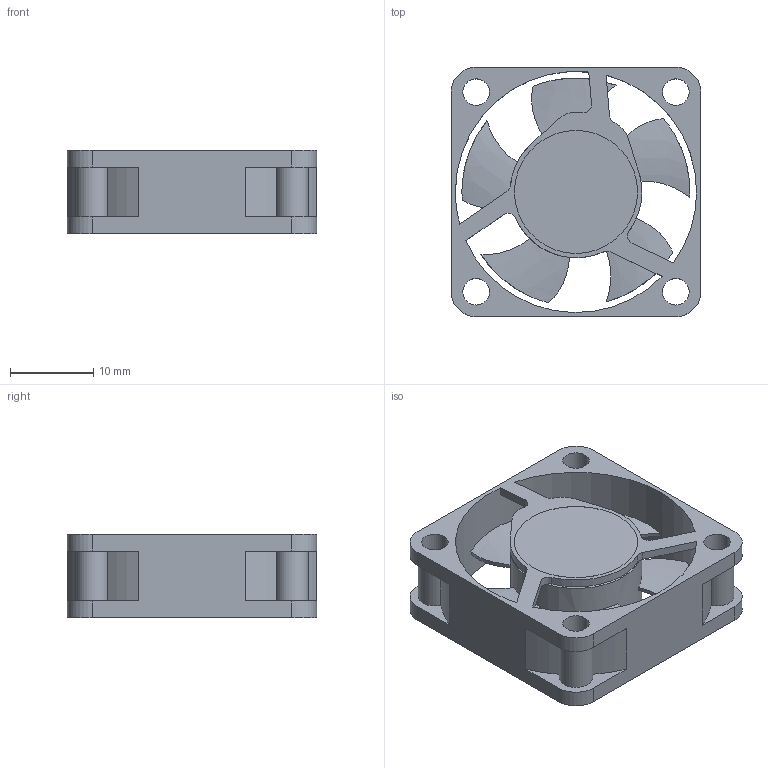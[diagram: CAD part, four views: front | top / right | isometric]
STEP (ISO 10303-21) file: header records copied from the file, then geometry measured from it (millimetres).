
FILE_DESCRIPTION((''),'2;1');
FILE_NAME('12VDC-1_1875-X-0_375-DELTA-BOX-','2023-02-15T17:17:45',('matteo.grassi'),(''),'CREO PARAMETRIC BY PTC INC, 2018020','CREO PARAMETRIC BY PTC INC, 2018020','');
FILE_SCHEMA(('AUTOMOTIVE_DESIGN { 1 0 10303 214 1 1 1 1 }'));
Length unit declared in the file: millimetre
Products named in the file (1): 12VDC-1_1875-X-0_375-DELTA-BOX-
Bounding box: 30 x 30 x 10 mm (x, y, z)
Volume: 3710.4 mm3; surface area: 5376.8 mm2
Topology: 1 solids, 1 shells, 125 faces, 377 edges, 258 vertices
Faces by surface type: cylinder 62, plane 38, bspline 25
Entity records: 7870 total; most frequent: CARTESIAN_POINT 2269, ORIENTED_EDGE 754, DIRECTION 683, PRESENTATION_STYLE_ASSIGNMENT 503, STYLED_ITEM 378, CURVE_STYLE 377, EDGE_CURVE 377, VERTEX_POINT 258
